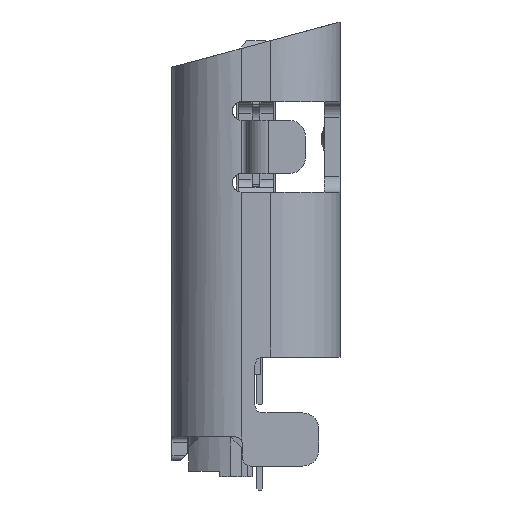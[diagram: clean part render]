
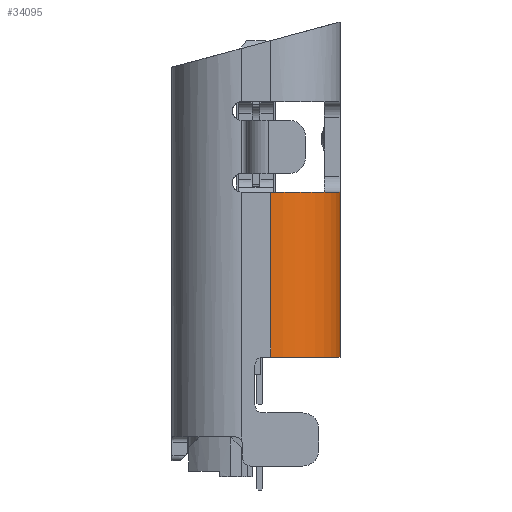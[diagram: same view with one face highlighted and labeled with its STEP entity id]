
A CAD part, left-side view. The second image highlights one B-rep face of the part: STEP entity #34095.
In plain terms, the highlighted cylindrical face has radius 1.3 mm (diameter 2.6 mm), a partial arc.
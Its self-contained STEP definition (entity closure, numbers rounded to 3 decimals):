
#1314 = DIRECTION ( 'NONE',  ( 1., 0., 0. ) ) ;
#2390 = CARTESIAN_POINT ( 'NONE',  ( -75.57, -2.331, -48.893 ) ) ;
#5674 = ORIENTED_EDGE ( 'NONE', *, *, #41393, .F. ) ;
#9469 = CYLINDRICAL_SURFACE ( 'NONE', #52342, 1.3 ) ;
#11205 = CARTESIAN_POINT ( 'NONE',  ( -76.87, -2.331, -44.143 ) ) ;
#12521 = CARTESIAN_POINT ( 'NONE',  ( -75.57, -2.331, -44.143 ) ) ;
#12528 = DIRECTION ( 'NONE',  ( 0., 0., -1. ) ) ;
#12973 = VECTOR ( 'NONE', #42854, 1000. ) ;
#13291 = EDGE_CURVE ( 'NONE', #13677, #18494, #15603, .T. ) ;
#13677 = VERTEX_POINT ( 'NONE', #29756 ) ;
#15603 = CIRCLE ( 'NONE', #32934, 1.3 ) ;
#17878 = LINE ( 'NONE', #26288, #12973 ) ;
#18494 = VERTEX_POINT ( 'NONE', #11205 ) ;
#18759 = VERTEX_POINT ( 'NONE', #33983 ) ;
#25286 = DIRECTION ( 'NONE',  ( 0., 0., -1. ) ) ;
#26288 = CARTESIAN_POINT ( 'NONE',  ( -76.87, -2.331, -48.893 ) ) ;
#26316 = DIRECTION ( 'NONE',  ( 0., 0., 1. ) ) ;
#29088 = DIRECTION ( 'NONE',  ( 1., 0., 0. ) ) ;
#29756 = CARTESIAN_POINT ( 'NONE',  ( -75.57, -3.631, -44.143 ) ) ;
#29889 = CARTESIAN_POINT ( 'NONE',  ( -75.57, -3.631, -48.893 ) ) ;
#30657 = CARTESIAN_POINT ( 'NONE',  ( -75.57, -2.331, -47.243 ) ) ;
#31648 = CARTESIAN_POINT ( 'NONE',  ( -75.57, -3.631, -47.243 ) ) ;
#31830 = ORIENTED_EDGE ( 'NONE', *, *, #13291, .T. ) ;
#32934 = AXIS2_PLACEMENT_3D ( 'NONE', #12521, #25286, #29088 ) ;
#33983 = CARTESIAN_POINT ( 'NONE',  ( -76.87, -2.331, -47.243 ) ) ;
#34095 = ADVANCED_FACE ( 'NONE', ( #46672 ), #9469, .T. ) ;
#39733 = EDGE_CURVE ( 'NONE', #18759, #50562, #45359, .T. ) ;
#39950 = EDGE_LOOP ( 'NONE', ( #5674, #31830, #40356, #45256 ) ) ;
#40356 = ORIENTED_EDGE ( 'NONE', *, *, #45935, .F. ) ;
#40492 = VECTOR ( 'NONE', #12528, 1000. ) ;
#41393 = EDGE_CURVE ( 'NONE', #13677, #50562, #53513, .T. ) ;
#42854 = DIRECTION ( 'NONE',  ( 0., 0., 1. ) ) ;
#42885 = DIRECTION ( 'NONE',  ( 1., 0., 0. ) ) ;
#45256 = ORIENTED_EDGE ( 'NONE', *, *, #39733, .T. ) ;
#45359 = CIRCLE ( 'NONE', #52283, 1.3 ) ;
#45935 = EDGE_CURVE ( 'NONE', #18759, #18494, #17878, .T. ) ;
#46672 = FACE_OUTER_BOUND ( 'NONE', #39950, .T. ) ;
#46933 = DIRECTION ( 'NONE',  ( 0., 0., 1. ) ) ;
#50562 = VERTEX_POINT ( 'NONE', #31648 ) ;
#52283 = AXIS2_PLACEMENT_3D ( 'NONE', #30657, #26316, #42885 ) ;
#52342 = AXIS2_PLACEMENT_3D ( 'NONE', #2390, #46933, #1314 ) ;
#53513 = LINE ( 'NONE', #29889, #40492 ) ;
